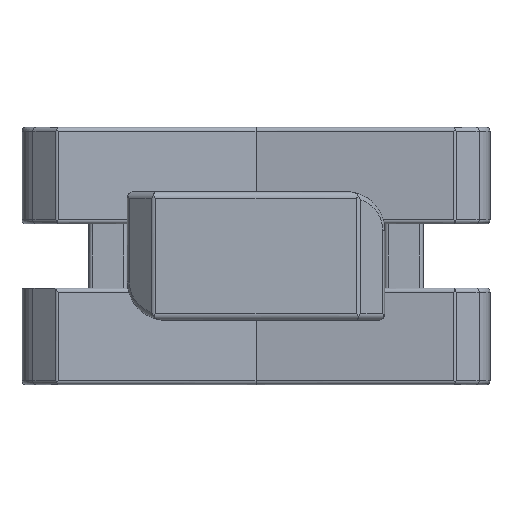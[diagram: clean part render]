
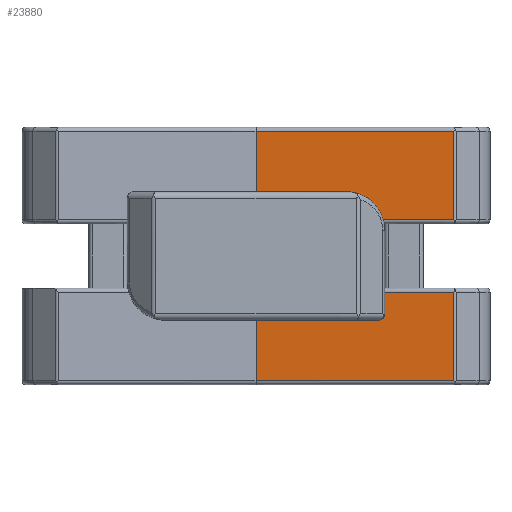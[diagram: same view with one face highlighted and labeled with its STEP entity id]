
A CAD part, front view. The second image highlights one B-rep face of the part: STEP entity #23880.
In plain terms, the highlighted planar face has unit normal (-0.087, -0.996, 0).
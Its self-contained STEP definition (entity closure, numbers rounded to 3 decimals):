
#660=CARTESIAN_POINT('',(-3.,0.962,9.));
#670=DIRECTION('',(0.087,0.996,0.));
#680=DIRECTION('',(-0.996,0.087,0.));
#690=AXIS2_PLACEMENT_3D('',#660,#670,#680);
#700=ELLIPSE('',#690,0.502,0.5);
#710=CARTESIAN_POINT('',(-2.5,0.919,9.));
#720=VERTEX_POINT('',#710);
#730=CARTESIAN_POINT('',(-3.,0.962,8.5));
#740=VERTEX_POINT('',#730);
#750=EDGE_CURVE('',#720,#740,#700,.T.);
#3060=CARTESIAN_POINT('',(-7.5,1.356,18.5));
#3070=VERTEX_POINT('',#3060);
#3100=CARTESIAN_POINT('',(-7.5,1.356,13.5));
#3110=DIRECTION('',(0.087,0.996,0.));
#3120=DIRECTION('',(-0.996,0.087,0.));
#3130=AXIS2_PLACEMENT_3D('',#3100,#3110,#3120);
#3140=ELLIPSE('',#3130,5.019,5.);
#3150=CARTESIAN_POINT('',(-2.5,0.919,13.5));
#3160=VERTEX_POINT('',#3150);
#3170=EDGE_CURVE('',#3070,#3160,#3140,.T.);
#14840=CARTESIAN_POINT('',(0.,0.7,8.5));
#14850=DIRECTION('',(0.996,-0.087,0.));
#14860=VECTOR('',#14850,1.);
#14870=LINE('',#14840,#14860);
#14880=CARTESIAN_POINT('',(-7.5,1.356,8.5));
#14890=VERTEX_POINT('',#14880);
#14900=EDGE_CURVE('',#14890,#740,#14870,.T.);
#18450=CARTESIAN_POINT('',(-2.5,0.919,0.));
#18460=DIRECTION('',(0.,0.,1.));
#18470=VECTOR('',#18460,1.);
#18480=LINE('',#18450,#18470);
#18490=EDGE_CURVE('',#720,#3160,#18480,.T.);
#23110=CARTESIAN_POINT('',(-7.5,1.356,8.5));
#23120=DIRECTION('',(0.087,0.996,-0.));
#23130=DIRECTION('',(-0.996,0.087,0.));
#23140=AXIS2_PLACEMENT_3D('',#23110,#23120,#23130);
#23150=PLANE('',#23140);
#23160=CARTESIAN_POINT('',(7.872,0.011,0.));
#23170=DIRECTION('',(0.,0.,1.));
#23180=VECTOR('',#23170,1.);
#23190=LINE('',#23160,#23180);
#23200=CARTESIAN_POINT('',(7.872,0.011,3.8));
#23210=VERTEX_POINT('',#23200);
#23220=CARTESIAN_POINT('',(7.872,0.011,10.7));
#23230=VERTEX_POINT('',#23220);
#23240=EDGE_CURVE('',#23210,#23230,#23190,.T.);
#23250=ORIENTED_EDGE('',*,*,#23240,.T.);
#23260=CARTESIAN_POINT('',(-0.026,0.702,3.8));
#23270=DIRECTION('',(-0.996,0.087,0.));
#23280=VECTOR('',#23270,1.);
#23290=LINE('',#23260,#23280);
#23300=CARTESIAN_POINT('',(-7.5,1.356,3.8));
#23310=VERTEX_POINT('',#23300);
#23320=EDGE_CURVE('',#23210,#23310,#23290,.T.);
#23330=ORIENTED_EDGE('',*,*,#23320,.F.);
#23340=CARTESIAN_POINT('',(-7.5,1.356,0.));
#23350=DIRECTION('',(0.,0.,1.));
#23360=VECTOR('',#23350,1.);
#23370=LINE('',#23340,#23360);
#23380=EDGE_CURVE('',#23310,#14890,#23370,.T.);
#23390=ORIENTED_EDGE('',*,*,#23380,.F.);
#23400=ORIENTED_EDGE('',*,*,#14900,.F.);
#23410=ORIENTED_EDGE('',*,*,#750,.T.);
#23420=ORIENTED_EDGE('',*,*,#18490,.F.);
#23430=ORIENTED_EDGE('',*,*,#3170,.T.);
#23440=CARTESIAN_POINT('',(-7.5,1.356,23.2));
#23450=VERTEX_POINT('',#23440);
#23460=EDGE_CURVE('',#3070,#23450,#23370,.T.);
#23470=ORIENTED_EDGE('',*,*,#23460,.F.);
#23480=CARTESIAN_POINT('',(-0.026,0.702,23.2));
#23490=DIRECTION('',(-0.996,0.087,0.));
#23500=VECTOR('',#23490,1.);
#23510=LINE('',#23480,#23500);
#23520=CARTESIAN_POINT('',(7.872,0.011,23.2));
#23530=VERTEX_POINT('',#23520);
#23540=EDGE_CURVE('',#23530,#23450,#23510,.T.);
#23550=ORIENTED_EDGE('',*,*,#23540,.T.);
#23560=CARTESIAN_POINT('',(7.872,0.011,0.));
#23570=DIRECTION('',(0.,0.,1.));
#23580=VECTOR('',#23570,1.);
#23590=LINE('',#23560,#23580);
#23600=CARTESIAN_POINT('',(7.872,0.011,16.3));
#23610=VERTEX_POINT('',#23600);
#23620=EDGE_CURVE('',#23610,#23530,#23590,.T.);
#23630=ORIENTED_EDGE('',*,*,#23620,.T.);
#23640=CARTESIAN_POINT('',(-0.026,0.702,16.3));
#23650=DIRECTION('',(-0.996,0.087,0.));
#23660=VECTOR('',#23650,1.);
#23670=LINE('',#23640,#23660);
#23680=CARTESIAN_POINT('',(2.174,0.51,16.3));
#23690=VERTEX_POINT('',#23680);
#23700=EDGE_CURVE('',#23610,#23690,#23670,.T.);
#23710=ORIENTED_EDGE('',*,*,#23700,.F.);
#23720=CARTESIAN_POINT('',(2.174,0.51,0.));
#23730=DIRECTION('',(0.,0.,-1.));
#23740=VECTOR('',#23730,1.);
#23750=LINE('',#23720,#23740);
#23760=CARTESIAN_POINT('',(2.174,0.51,10.7));
#23770=VERTEX_POINT('',#23760);
#23780=EDGE_CURVE('',#23690,#23770,#23750,.T.);
#23790=ORIENTED_EDGE('',*,*,#23780,.F.);
#23800=CARTESIAN_POINT('',(-0.026,0.702,10.7));
#23810=DIRECTION('',(-0.996,0.087,0.));
#23820=VECTOR('',#23810,1.);
#23830=LINE('',#23800,#23820);
#23840=EDGE_CURVE('',#23230,#23770,#23830,.T.);
#23850=ORIENTED_EDGE('',*,*,#23840,.T.);
#23860=EDGE_LOOP('',(#23850,#23790,#23710,#23630,#23550,#23470,#23430,
#23420,#23410,#23400,#23390,#23330,#23250));
#23870=FACE_OUTER_BOUND('',#23860,.T.);
#23880=ADVANCED_FACE('',(#23870),#23150,.F.);
